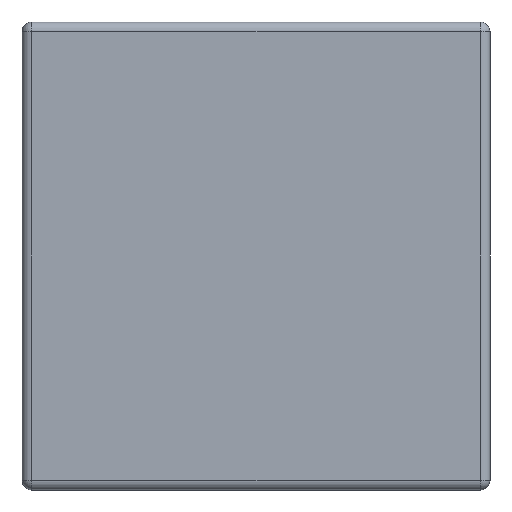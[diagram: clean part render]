
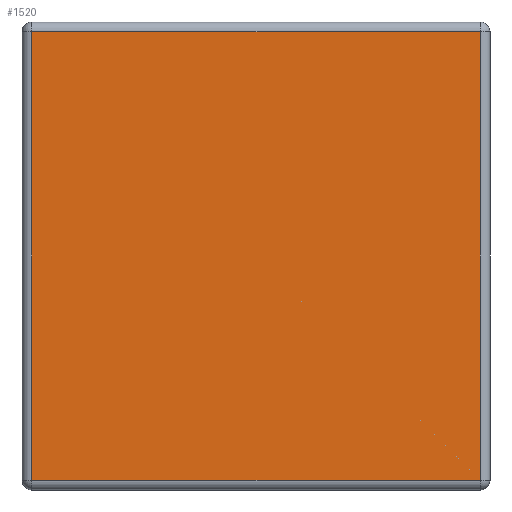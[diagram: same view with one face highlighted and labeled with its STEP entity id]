
A CAD part, left-side view. The second image highlights one B-rep face of the part: STEP entity #1520.
In plain terms, the highlighted planar face has unit normal (-1, 0, 0).
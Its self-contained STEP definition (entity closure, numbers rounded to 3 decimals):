
#262 = CARTESIAN_POINT ( 'NONE',  ( 0., 0.058, 0. ) ) ;
#297 = VECTOR ( 'NONE', #2486, 1000. ) ;
#342 = FACE_OUTER_BOUND ( 'NONE', #1022, .T. ) ;
#524 = VECTOR ( 'NONE', #4531, 1000. ) ;
#624 = DIRECTION ( 'NONE',  ( -1., 0., 0. ) ) ;
#644 = EDGE_CURVE ( 'NONE', #4418, #4043, #1712, .T. ) ;
#670 = PLANE ( 'NONE',  #3131 ) ;
#754 = LINE ( 'NONE', #1066, #297 ) ;
#847 = VERTEX_POINT ( 'NONE', #1386 ) ;
#965 = LINE ( 'NONE', #3833, #1965 ) ;
#1022 = EDGE_LOOP ( 'NONE', ( #3116, #3545, #2143, #3683 ) ) ;
#1058 = CARTESIAN_POINT ( 'NONE',  ( 0., 0., 0. ) ) ;
#1066 = CARTESIAN_POINT ( 'NONE',  ( 0., 0., -2.732 ) ) ;
#1383 = EDGE_CURVE ( 'NONE', #4043, #847, #2574, .T. ) ;
#1386 = CARTESIAN_POINT ( 'NONE',  ( 0., 2.732, -0.058 ) ) ;
#1520 = ADVANCED_FACE ( 'NONE', ( #342 ), #670, .T. ) ;
#1681 = DIRECTION ( 'NONE',  ( 0., 0., -1. ) ) ;
#1712 = LINE ( 'NONE', #262, #524 ) ;
#1896 = CARTESIAN_POINT ( 'NONE',  ( 0., 2.79, -0.058 ) ) ;
#1937 = VERTEX_POINT ( 'NONE', #2836 ) ;
#1965 = VECTOR ( 'NONE', #1681, 1000. ) ;
#2063 = CARTESIAN_POINT ( 'NONE',  ( 0., 0.058, -0.058 ) ) ;
#2129 = DIRECTION ( 'NONE',  ( 0., 0., 1. ) ) ;
#2143 = ORIENTED_EDGE ( 'NONE', *, *, #1383, .T. ) ;
#2486 = DIRECTION ( 'NONE',  ( 0., -1., 0. ) ) ;
#2574 = LINE ( 'NONE', #1896, #2580 ) ;
#2580 = VECTOR ( 'NONE', #3337, 1000. ) ;
#2836 = CARTESIAN_POINT ( 'NONE',  ( 0., 2.732, -2.732 ) ) ;
#3116 = ORIENTED_EDGE ( 'NONE', *, *, #4614, .T. ) ;
#3131 = AXIS2_PLACEMENT_3D ( 'NONE', #1058, #624, #2129 ) ;
#3337 = DIRECTION ( 'NONE',  ( 0., 1., 0. ) ) ;
#3394 = CARTESIAN_POINT ( 'NONE',  ( 0., 0.058, -2.732 ) ) ;
#3432 = EDGE_CURVE ( 'NONE', #847, #1937, #965, .T. ) ;
#3545 = ORIENTED_EDGE ( 'NONE', *, *, #644, .T. ) ;
#3683 = ORIENTED_EDGE ( 'NONE', *, *, #3432, .T. ) ;
#3833 = CARTESIAN_POINT ( 'NONE',  ( 0., 2.732, -2.79 ) ) ;
#4043 = VERTEX_POINT ( 'NONE', #2063 ) ;
#4418 = VERTEX_POINT ( 'NONE', #3394 ) ;
#4531 = DIRECTION ( 'NONE',  ( 0., 0., 1. ) ) ;
#4614 = EDGE_CURVE ( 'NONE', #1937, #4418, #754, .T. ) ;
